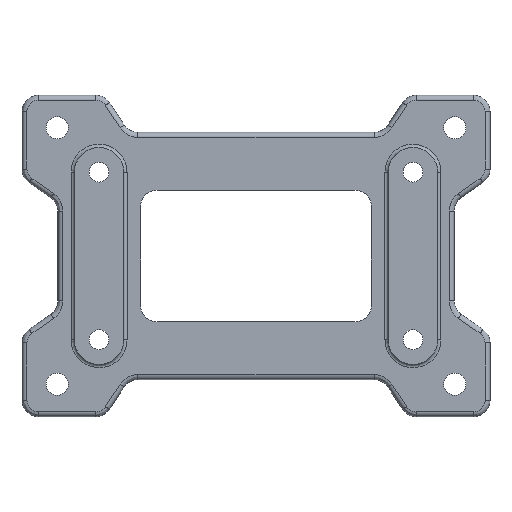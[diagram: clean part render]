
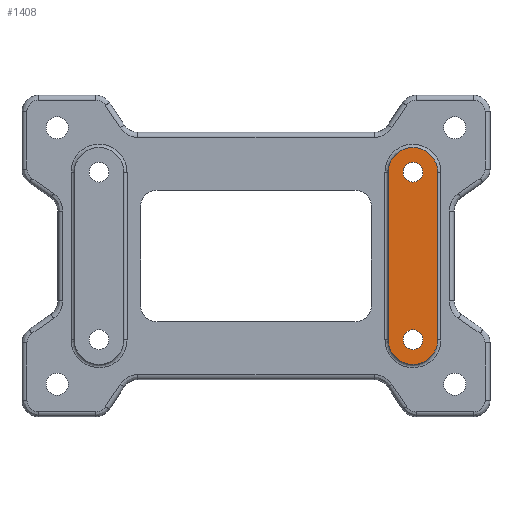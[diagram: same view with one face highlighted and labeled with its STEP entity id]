
A CAD part, top view. The second image highlights one B-rep face of the part: STEP entity #1408.
In plain terms, the highlighted planar face has unit normal (0, 0, 1).
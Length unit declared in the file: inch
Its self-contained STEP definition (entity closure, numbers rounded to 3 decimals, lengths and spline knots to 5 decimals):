
#94 = DIRECTION ( 'NONE',  ( -1., 0., 0. ) ) ;
#179 = AXIS2_PLACEMENT_3D ( 'NONE', #4508, #3955, #2124 ) ;
#355 = EDGE_CURVE ( 'NONE', #3220, #3303, #3933, .T. ) ;
#382 = DIRECTION ( 'NONE',  ( -1., 0., 0. ) ) ;
#421 = CARTESIAN_POINT ( 'NONE',  ( 3.75, -2., 0.44882 ) ) ;
#585 = ORIENTED_EDGE ( 'NONE', *, *, #3585, .F. ) ;
#631 = CIRCLE ( 'NONE', #2948, 0.23622 ) ;
#770 = DIRECTION ( 'NONE',  ( -1., 0., 0. ) ) ;
#978 = ORIENTED_EDGE ( 'NONE', *, *, #1298, .F. ) ;
#1055 = CARTESIAN_POINT ( 'NONE',  ( 3.75, 2., 0.44882 ) ) ;
#1056 = DIRECTION ( 'NONE',  ( 0., 0., 1. ) ) ;
#1238 = DIRECTION ( 'NONE',  ( 0., 0., 1. ) ) ;
#1298 = EDGE_CURVE ( 'NONE', #2490, #2396, #1633, .T. ) ;
#1371 = ORIENTED_EDGE ( 'NONE', *, *, #5519, .T. ) ;
#1408 = ADVANCED_FACE ( 'NONE', ( #1940, #2010, #2528 ), #4566, .F. ) ;
#1413 = EDGE_LOOP ( 'NONE', ( #1371, #1918, #4801, #585 ) ) ;
#1517 = CARTESIAN_POINT ( 'NONE',  ( 4.34055, 2., 0.44882 ) ) ;
#1605 = DIRECTION ( 'NONE',  ( -1., 0., 0. ) ) ;
#1633 = CIRCLE ( 'NONE', #179, 0.23622 ) ;
#1635 = CARTESIAN_POINT ( 'NONE',  ( 3.98622, 2., 0.44882 ) ) ;
#1709 = DIRECTION ( 'NONE',  ( 0., 0., -1. ) ) ;
#1773 = CARTESIAN_POINT ( 'NONE',  ( 3.75, -2., 0.44882 ) ) ;
#1811 = EDGE_LOOP ( 'NONE', ( #5993, #978 ) ) ;
#1918 = ORIENTED_EDGE ( 'NONE', *, *, #355, .F. ) ;
#1940 = FACE_OUTER_BOUND ( 'NONE', #1413, .T. ) ;
#2010 = FACE_BOUND ( 'NONE', #4407, .T. ) ;
#2104 = AXIS2_PLACEMENT_3D ( 'NONE', #1055, #4287, #94 ) ;
#2124 = DIRECTION ( 'NONE',  ( -1., 0., 0. ) ) ;
#2131 = VERTEX_POINT ( 'NONE', #3313 ) ;
#2204 = VECTOR ( 'NONE', #5971, 39.37008 ) ;
#2214 = VERTEX_POINT ( 'NONE', #5682 ) ;
#2264 = CARTESIAN_POINT ( 'NONE',  ( 4.34055, 2., 0.44882 ) ) ;
#2311 = AXIS2_PLACEMENT_3D ( 'NONE', #5506, #1238, #4058 ) ;
#2369 = CARTESIAN_POINT ( 'NONE',  ( 3.15945, 2., 0.44882 ) ) ;
#2396 = VERTEX_POINT ( 'NONE', #3473 ) ;
#2490 = VERTEX_POINT ( 'NONE', #1635 ) ;
#2528 = FACE_BOUND ( 'NONE', #1811, .T. ) ;
#2657 = DIRECTION ( 'NONE',  ( 0., 1., 0. ) ) ;
#2825 = AXIS2_PLACEMENT_3D ( 'NONE', #4341, #2973, #5319 ) ;
#2918 = VERTEX_POINT ( 'NONE', #3935 ) ;
#2948 = AXIS2_PLACEMENT_3D ( 'NONE', #2967, #1056, #1605 ) ;
#2967 = CARTESIAN_POINT ( 'NONE',  ( 3.75, 2., 0.44882 ) ) ;
#2973 = DIRECTION ( 'NONE',  ( 0., 0., 1. ) ) ;
#3105 = AXIS2_PLACEMENT_3D ( 'NONE', #421, #5656, #382 ) ;
#3112 = CARTESIAN_POINT ( 'NONE',  ( 3.98622, -2., 0.44882 ) ) ;
#3133 = CIRCLE ( 'NONE', #2311, 0.23622 ) ;
#3220 = VERTEX_POINT ( 'NONE', #2369 ) ;
#3303 = VERTEX_POINT ( 'NONE', #1517 ) ;
#3313 = CARTESIAN_POINT ( 'NONE',  ( 3.15945, -2., 0.44882 ) ) ;
#3449 = AXIS2_PLACEMENT_3D ( 'NONE', #1773, #1709, #770 ) ;
#3473 = CARTESIAN_POINT ( 'NONE',  ( 3.51378, 2., 0.44882 ) ) ;
#3585 = EDGE_CURVE ( 'NONE', #2918, #2131, #6103, .T. ) ;
#3787 = VECTOR ( 'NONE', #2657, 39.37008 ) ;
#3910 = ORIENTED_EDGE ( 'NONE', *, *, #4969, .F. ) ;
#3933 = CIRCLE ( 'NONE', #2104, 0.59055 ) ;
#3935 = CARTESIAN_POINT ( 'NONE',  ( 4.34055, -2., 0.44882 ) ) ;
#3955 = DIRECTION ( 'NONE',  ( 0., 0., 1. ) ) ;
#4058 = DIRECTION ( 'NONE',  ( -1., 0., 0. ) ) ;
#4105 = EDGE_CURVE ( 'NONE', #3220, #2131, #5861, .T. ) ;
#4162 = LINE ( 'NONE', #2264, #3787 ) ;
#4287 = DIRECTION ( 'NONE',  ( 0., 0., -1. ) ) ;
#4341 = CARTESIAN_POINT ( 'NONE',  ( 3.75, -2., 0.44882 ) ) ;
#4407 = EDGE_LOOP ( 'NONE', ( #3910, #5353 ) ) ;
#4508 = CARTESIAN_POINT ( 'NONE',  ( 3.75, 2., 0.44882 ) ) ;
#4566 = PLANE ( 'NONE',  #3449 ) ;
#4801 = ORIENTED_EDGE ( 'NONE', *, *, #4105, .T. ) ;
#4969 = EDGE_CURVE ( 'NONE', #2214, #5324, #6159, .T. ) ;
#5239 = EDGE_CURVE ( 'NONE', #2396, #2490, #631, .T. ) ;
#5319 = DIRECTION ( 'NONE',  ( -1., 0., 0. ) ) ;
#5324 = VERTEX_POINT ( 'NONE', #3112 ) ;
#5353 = ORIENTED_EDGE ( 'NONE', *, *, #5358, .F. ) ;
#5358 = EDGE_CURVE ( 'NONE', #5324, #2214, #3133, .T. ) ;
#5506 = CARTESIAN_POINT ( 'NONE',  ( 3.75, -2., 0.44882 ) ) ;
#5519 = EDGE_CURVE ( 'NONE', #2918, #3303, #4162, .T. ) ;
#5554 = CARTESIAN_POINT ( 'NONE',  ( 3.15945, 2., 0.44882 ) ) ;
#5656 = DIRECTION ( 'NONE',  ( 0., 0., -1. ) ) ;
#5682 = CARTESIAN_POINT ( 'NONE',  ( 3.51378, -2., 0.44882 ) ) ;
#5861 = LINE ( 'NONE', #5554, #2204 ) ;
#5971 = DIRECTION ( 'NONE',  ( 0., -1., 0. ) ) ;
#5993 = ORIENTED_EDGE ( 'NONE', *, *, #5239, .F. ) ;
#6103 = CIRCLE ( 'NONE', #3105, 0.59055 ) ;
#6159 = CIRCLE ( 'NONE', #2825, 0.23622 ) ;
